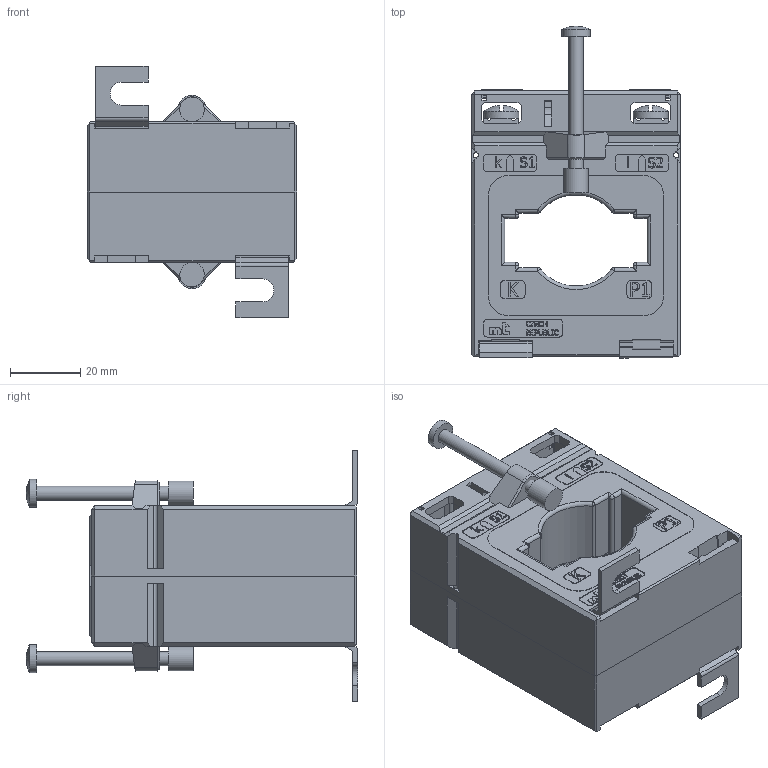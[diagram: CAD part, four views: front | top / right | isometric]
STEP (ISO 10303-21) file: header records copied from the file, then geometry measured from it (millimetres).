
FILE_DESCRIPTION(/* description */ (''),/* implementation_level */ '2;1');
FILE_NAME(/* name */ 'CLB 4.64.step',/* time_stamp */ '2024-10-25T09:29:45+02:00',/* author */ ('peter'),/* organization */ (''),/* preprocessor_version */ 'ST-DEVELOPER v20',/* originating_system */ 'Autodesk Inventor 2025',/* authorisation */ '');
FILE_SCHEMA (('AUTOMOTIVE_DESIGN { 1 0 10303 214 3 1 1 }'));
Length unit declared in the file: millimetre
Products named in the file (10): Current transformer CLB 4.64; Front plastic case CLB 4.64; Back plastic case CLB 4.64; Tape label CLB 4.64; Secondary terminal 28 CLB; Secondary terminal cover 37 CLB; Metal mounting foot CLB; Screw M5x8; Screw 4x45; Insulating cap
Assembly tree (17 placements, depth 2):
  Current transformer CLB 4.64
    Front plastic case CLB 4.64
    Back plastic case CLB 4.64
    Tape label CLB 4.64
    Secondary terminal 28 CLB  x2
    Secondary terminal cover 37 CLB  x2
    Metal mounting foot CLB  x2
    Screw M5x8  x4
    Screw 4x45  x2
    Insulating cap  x2
Bounding box: 59.5 x 94.34 x 71.5 mm (x, y, z)
Volume: 141660.6 mm3; surface area: 46499.8 mm2
Topology: 17 solids, 17 shells, 1699 faces, 4613 edges, 3028 vertices
Faces by surface type: plane 1112, bspline 335, cylinder 206, sphere 26, cone 16, torus 4
Full cylindrical faces by diameter (mm): 1.5 x4, 2.5 x2, 2.95 x2, 3 x4, 3.5 x2, 4 x4, 4.134 x4, 5 x4, 7 x2, 8 x2, 10 x4
Entity records: 49842 total; most frequent: CARTESIAN_POINT 12819, ORIENTED_EDGE 8276, DIRECTION 6238, EDGE_CURVE 4138, LINE 3082, VECTOR 3082, VERTEX_POINT 2717, EDGE_LOOP 1637
